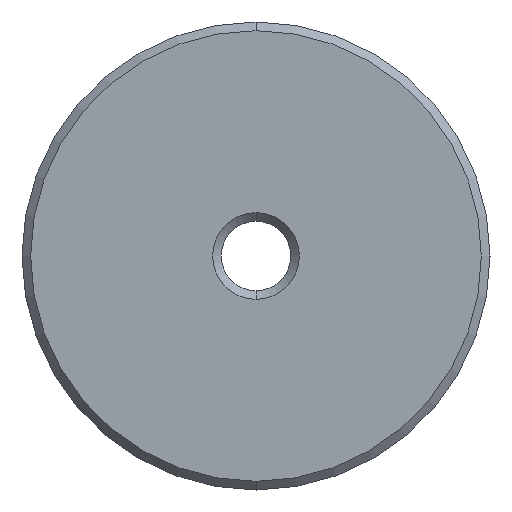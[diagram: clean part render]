
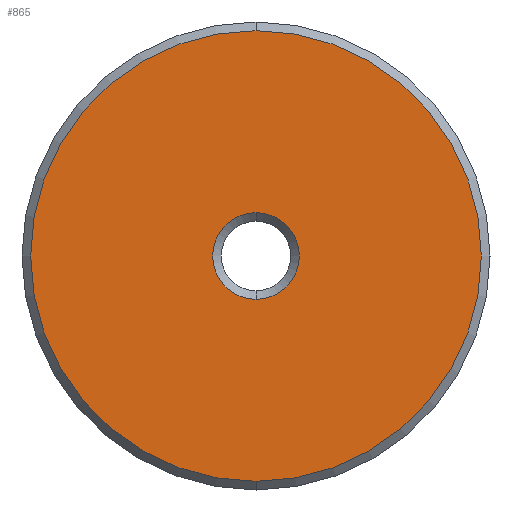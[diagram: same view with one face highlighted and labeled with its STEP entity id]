
A CAD part, front view. The second image highlights one B-rep face of the part: STEP entity #865.
In plain terms, the highlighted planar face has unit normal (0, -1, 0).
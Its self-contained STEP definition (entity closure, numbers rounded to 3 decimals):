
#22 = DIRECTION ( 'NONE',  ( 0., 0., 1. ) ) ;
#28 = CARTESIAN_POINT ( 'NONE',  ( 0., 0., 0. ) ) ;
#87 = CARTESIAN_POINT ( 'NONE',  ( 0., 0., 0. ) ) ;
#124 = ORIENTED_EDGE ( 'NONE', *, *, #1103, .T. ) ;
#151 = CARTESIAN_POINT ( 'NONE',  ( 0., 0., 2.5 ) ) ;
#169 = DIRECTION ( 'NONE',  ( 0., -1., 0. ) ) ;
#180 = DIRECTION ( 'NONE',  ( 0., 0., 1. ) ) ;
#195 = VERTEX_POINT ( 'NONE', #151 ) ;
#233 = EDGE_CURVE ( 'NONE', #646, #195, #809, .T. ) ;
#251 = DIRECTION ( 'NONE',  ( 0., 0., 1. ) ) ;
#315 = AXIS2_PLACEMENT_3D ( 'NONE', #779, #382, #962 ) ;
#363 = ORIENTED_EDGE ( 'NONE', *, *, #1146, .T. ) ;
#368 = CARTESIAN_POINT ( 'NONE',  ( 0., 0., 0. ) ) ;
#382 = DIRECTION ( 'NONE',  ( 0., -1., 0. ) ) ;
#402 = FACE_OUTER_BOUND ( 'NONE', #849, .T. ) ;
#420 = VERTEX_POINT ( 'NONE', #1053 ) ;
#426 = EDGE_CURVE ( 'NONE', #420, #804, #887, .T. ) ;
#572 = CIRCLE ( 'NONE', #727, 2.5 ) ;
#646 = VERTEX_POINT ( 'NONE', #676 ) ;
#676 = CARTESIAN_POINT ( 'NONE',  ( 0., 0., -2.5 ) ) ;
#689 = FACE_BOUND ( 'NONE', #1004, .T. ) ;
#727 = AXIS2_PLACEMENT_3D ( 'NONE', #87, #977, #984 ) ;
#779 = CARTESIAN_POINT ( 'NONE',  ( 0., 0., 0. ) ) ;
#804 = VERTEX_POINT ( 'NONE', #1002 ) ;
#809 = CIRCLE ( 'NONE', #950, 2.5 ) ;
#816 = ORIENTED_EDGE ( 'NONE', *, *, #426, .T. ) ;
#837 = CARTESIAN_POINT ( 'NONE',  ( 0., 0., 0. ) ) ;
#849 = EDGE_LOOP ( 'NONE', ( #816, #363 ) ) ;
#865 = ADVANCED_FACE ( 'NONE', ( #402, #689 ), #1192, .F. ) ;
#887 = CIRCLE ( 'NONE', #1174, 13. ) ;
#930 = CIRCLE ( 'NONE', #315, 13. ) ;
#950 = AXIS2_PLACEMENT_3D ( 'NONE', #837, #1031, #251 ) ;
#962 = DIRECTION ( 'NONE',  ( 0., 0., 1. ) ) ;
#975 = ORIENTED_EDGE ( 'NONE', *, *, #233, .T. ) ;
#977 = DIRECTION ( 'NONE',  ( 0., 1., 0. ) ) ;
#984 = DIRECTION ( 'NONE',  ( 0., 0., 1. ) ) ;
#1002 = CARTESIAN_POINT ( 'NONE',  ( 0., 0., -13. ) ) ;
#1004 = EDGE_LOOP ( 'NONE', ( #975, #124 ) ) ;
#1031 = DIRECTION ( 'NONE',  ( 0., 1., 0. ) ) ;
#1053 = CARTESIAN_POINT ( 'NONE',  ( 0., 0., 13. ) ) ;
#1078 = DIRECTION ( 'NONE',  ( 0., 1., 0. ) ) ;
#1103 = EDGE_CURVE ( 'NONE', #195, #646, #572, .T. ) ;
#1139 = AXIS2_PLACEMENT_3D ( 'NONE', #28, #1078, #22 ) ;
#1146 = EDGE_CURVE ( 'NONE', #804, #420, #930, .T. ) ;
#1174 = AXIS2_PLACEMENT_3D ( 'NONE', #368, #169, #180 ) ;
#1192 = PLANE ( 'NONE',  #1139 ) ;
